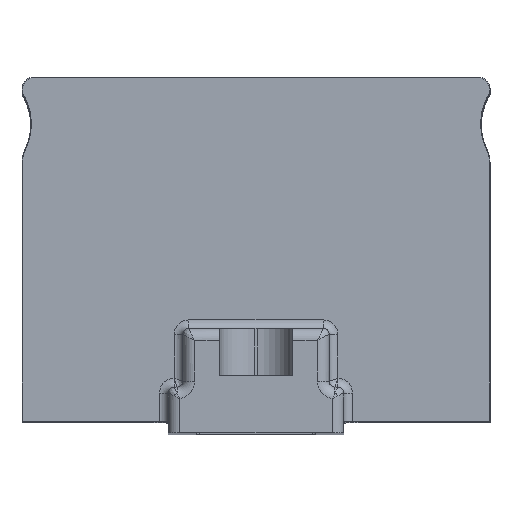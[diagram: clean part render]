
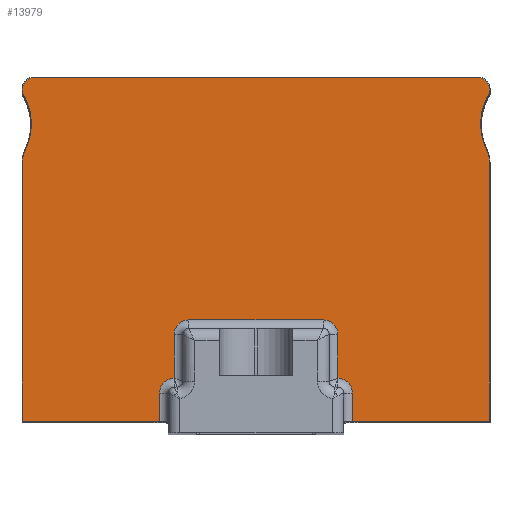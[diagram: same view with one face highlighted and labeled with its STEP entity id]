
A CAD part, top view. The second image highlights one B-rep face of the part: STEP entity #13979.
In plain terms, the highlighted planar face has unit normal (0, 0, 1).
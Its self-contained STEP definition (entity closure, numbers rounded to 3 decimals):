
#1590=DIRECTION('',(0.,-1.,0.));
#1591=VECTOR('',#1590,44.262);
#1592=CARTESIAN_POINT('',(-39.9,46.262,182.));
#1593=LINE('',#1592,#1591);
#1594=CARTESIAN_POINT('',(-35.,46.262,182.));
#1595=DIRECTION('',(0.,0.,1.));
#1596=DIRECTION('',(-0.9,0.436,0.));
#1597=AXIS2_PLACEMENT_3D('',#1594,#1595,#1596);
#1599=CARTESIAN_POINT('',(-48.5,52.8,182.));
#1600=DIRECTION('',(0.,0.,-1.));
#1601=DIRECTION('',(0.857,0.515,0.));
#1602=AXIS2_PLACEMENT_3D('',#1599,#1600,#1601);
#1604=CARTESIAN_POINT('',(-39.5,58.208,182.));
#1605=DIRECTION('',(0.,0.,1.));
#1606=DIRECTION('',(-1.,0.,0.));
#1607=AXIS2_PLACEMENT_3D('',#1604,#1605,#1606);
#1609=DIRECTION('',(0.,-1.,0.));
#1610=VECTOR('',#1609,0.592);
#1611=CARTESIAN_POINT('',(-39.9,58.8,182.));
#1612=LINE('',#1611,#1610);
#1613=CARTESIAN_POINT('',(-38.,58.8,182.));
#1614=DIRECTION('',(0.,0.,1.));
#1615=DIRECTION('',(0.,1.,0.));
#1616=AXIS2_PLACEMENT_3D('',#1613,#1614,#1615);
#1618=DIRECTION('',(-1.,0.,0.));
#1619=VECTOR('',#1618,76.);
#1620=CARTESIAN_POINT('',(38.,60.7,182.));
#1621=LINE('',#1620,#1619);
#1622=CARTESIAN_POINT('',(38.,58.8,182.));
#1623=DIRECTION('',(0.,0.,1.));
#1624=DIRECTION('',(1.,0.,0.));
#1625=AXIS2_PLACEMENT_3D('',#1622,#1623,#1624);
#1627=DIRECTION('',(0.,1.,0.));
#1628=VECTOR('',#1627,0.592);
#1629=CARTESIAN_POINT('',(39.9,58.208,182.));
#1630=LINE('',#1629,#1628);
#1631=CARTESIAN_POINT('',(39.5,58.208,182.));
#1632=DIRECTION('',(0.,0.,1.));
#1633=DIRECTION('',(0.857,-0.515,0.));
#1634=AXIS2_PLACEMENT_3D('',#1631,#1632,#1633);
#1636=CARTESIAN_POINT('',(48.5,52.8,182.));
#1637=DIRECTION('',(0.,0.,-1.));
#1638=DIRECTION('',(-0.9,-0.436,0.));
#1639=AXIS2_PLACEMENT_3D('',#1636,#1637,#1638);
#1641=CARTESIAN_POINT('',(35.,46.262,182.));
#1642=DIRECTION('',(0.,0.,1.));
#1643=DIRECTION('',(1.,0.,0.));
#1644=AXIS2_PLACEMENT_3D('',#1641,#1642,#1643);
#1646=DIRECTION('',(0.,1.,0.));
#1647=VECTOR('',#1646,44.262);
#1648=CARTESIAN_POINT('',(39.9,2.,182.));
#1649=LINE('',#1648,#1647);
#1650=DIRECTION('',(-1.,0.,0.));
#1651=VECTOR('',#1650,23.4);
#1652=CARTESIAN_POINT('',(39.9,2.,182.));
#1653=LINE('',#1652,#1651);
#1654=DIRECTION('',(0.,1.,0.));
#1655=VECTOR('',#1654,4.8);
#1656=CARTESIAN_POINT('',(16.5,2.,182.));
#1657=LINE('',#1656,#1655);
#1658=CARTESIAN_POINT('',(14.,6.8,182.));
#1659=DIRECTION('',(0.,0.,1.));
#1660=DIRECTION('',(1.,0.,0.));
#1661=AXIS2_PLACEMENT_3D('',#1658,#1659,#1660);
#1663=CARTESIAN_POINT('',(14.,9.3,182.));
#1664=CARTESIAN_POINT('',(14.,10.133,182.));
#1665=CARTESIAN_POINT('',(14.,11.8,182.));
#1666=CARTESIAN_POINT('',(14.,14.3,182.));
#1667=CARTESIAN_POINT('',(14.,15.967,182.));
#1668=CARTESIAN_POINT('',(14.,16.8,182.));
#1670=CARTESIAN_POINT('',(11.5,16.8,182.));
#1671=DIRECTION('',(0.,0.,1.));
#1672=DIRECTION('',(1.,0.,0.));
#1673=AXIS2_PLACEMENT_3D('',#1670,#1671,#1672);
#1675=DIRECTION('',(-1.,0.,0.));
#1676=VECTOR('',#1675,23.);
#1677=CARTESIAN_POINT('',(11.5,19.3,182.));
#1678=LINE('',#1677,#1676);
#1679=CARTESIAN_POINT('',(-11.5,16.8,182.));
#1680=DIRECTION('',(0.,0.,1.));
#1681=DIRECTION('',(0.,1.,0.));
#1682=AXIS2_PLACEMENT_3D('',#1679,#1680,#1681);
#1684=CARTESIAN_POINT('',(-14.,16.8,182.));
#1685=CARTESIAN_POINT('',(-14.,15.967,182.));
#1686=CARTESIAN_POINT('',(-14.,14.3,182.));
#1687=CARTESIAN_POINT('',(-14.,11.8,182.));
#1688=CARTESIAN_POINT('',(-14.,10.133,182.));
#1689=CARTESIAN_POINT('',(-14.,9.3,182.));
#1691=CARTESIAN_POINT('',(-14.,6.8,182.));
#1692=DIRECTION('',(0.,0.,1.));
#1693=DIRECTION('',(0.,1.,0.));
#1694=AXIS2_PLACEMENT_3D('',#1691,#1692,#1693);
#1696=DIRECTION('',(0.,-1.,0.));
#1697=VECTOR('',#1696,4.8);
#1698=CARTESIAN_POINT('',(-16.5,6.8,182.));
#1699=LINE('',#1698,#1697);
#1700=DIRECTION('',(-1.,0.,0.));
#1701=VECTOR('',#1700,23.4);
#1702=CARTESIAN_POINT('',(-16.5,2.,182.));
#1703=LINE('',#1702,#1701);
#10568=CARTESIAN_POINT('',(16.5,2.,182.));
#10569=CARTESIAN_POINT('',(16.5,6.8,182.));
#10570=VERTEX_POINT('',#10568);
#10571=VERTEX_POINT('',#10569);
#10572=CARTESIAN_POINT('',(14.,9.3,182.));
#10573=VERTEX_POINT('',#10572);
#10577=VERTEX_POINT('',#1684);
#10578=VERTEX_POINT('',#1689);
#10581=CARTESIAN_POINT('',(-11.5,19.3,182.));
#10582=VERTEX_POINT('',#10581);
#10585=CARTESIAN_POINT('',(11.5,19.3,182.));
#10586=VERTEX_POINT('',#10585);
#10589=CARTESIAN_POINT('',(14.,16.8,182.));
#10590=VERTEX_POINT('',#10589);
#10595=CARTESIAN_POINT('',(-16.5,6.8,182.));
#10596=CARTESIAN_POINT('',(-16.5,2.,182.));
#10597=VERTEX_POINT('',#10595);
#10598=VERTEX_POINT('',#10596);
#11270=CARTESIAN_POINT('',(-39.9,2.,182.));
#11272=VERTEX_POINT('',#11270);
#11276=CARTESIAN_POINT('',(-39.9,46.262,182.));
#11277=VERTEX_POINT('',#11276);
#11278=CARTESIAN_POINT('',(-39.41,48.398,182.));
#11279=VERTEX_POINT('',#11278);
#11282=CARTESIAN_POINT('',(-39.843,58.002,182.));
#11283=VERTEX_POINT('',#11282);
#11288=CARTESIAN_POINT('',(-39.9,58.8,182.));
#11289=CARTESIAN_POINT('',(-39.9,58.208,182.));
#11290=VERTEX_POINT('',#11288);
#11291=VERTEX_POINT('',#11289);
#11294=CARTESIAN_POINT('',(-38.,60.7,182.));
#11295=VERTEX_POINT('',#11294);
#11298=CARTESIAN_POINT('',(38.,60.7,182.));
#11299=VERTEX_POINT('',#11298);
#11302=CARTESIAN_POINT('',(39.9,58.8,182.));
#11303=VERTEX_POINT('',#11302);
#11306=CARTESIAN_POINT('',(39.9,58.208,182.));
#11307=VERTEX_POINT('',#11306);
#11312=CARTESIAN_POINT('',(39.41,48.398,182.));
#11313=CARTESIAN_POINT('',(39.843,58.002,182.));
#11314=VERTEX_POINT('',#11312);
#11315=VERTEX_POINT('',#11313);
#11318=CARTESIAN_POINT('',(39.9,46.262,182.));
#11319=VERTEX_POINT('',#11318);
#11323=CARTESIAN_POINT('',(39.9,2.,182.));
#11325=VERTEX_POINT('',#11323);
#13925=CARTESIAN_POINT('',(0.,0.,182.));
#13926=DIRECTION('',(0.,0.,1.));
#13927=DIRECTION('',(1.,0.,0.));
#13928=AXIS2_PLACEMENT_3D('',#13925,#13926,#13927);
#13929=PLANE('',#13928);
#13931=ORIENTED_EDGE('',*,*,#13930,.F.);
#13933=ORIENTED_EDGE('',*,*,#13932,.F.);
#13935=ORIENTED_EDGE('',*,*,#13934,.F.);
#13937=ORIENTED_EDGE('',*,*,#13936,.F.);
#13939=ORIENTED_EDGE('',*,*,#13938,.F.);
#13941=ORIENTED_EDGE('',*,*,#13940,.F.);
#13943=ORIENTED_EDGE('',*,*,#13942,.F.);
#13945=ORIENTED_EDGE('',*,*,#13944,.F.);
#13947=ORIENTED_EDGE('',*,*,#13946,.F.);
#13949=ORIENTED_EDGE('',*,*,#13948,.F.);
#13951=ORIENTED_EDGE('',*,*,#13950,.F.);
#13953=ORIENTED_EDGE('',*,*,#13952,.F.);
#13955=ORIENTED_EDGE('',*,*,#13954,.F.);
#13957=ORIENTED_EDGE('',*,*,#13956,.T.);
#13959=ORIENTED_EDGE('',*,*,#13958,.T.);
#13961=ORIENTED_EDGE('',*,*,#13960,.T.);
#13963=ORIENTED_EDGE('',*,*,#13962,.T.);
#13965=ORIENTED_EDGE('',*,*,#13964,.T.);
#13967=ORIENTED_EDGE('',*,*,#13966,.T.);
#13969=ORIENTED_EDGE('',*,*,#13968,.T.);
#13971=ORIENTED_EDGE('',*,*,#13970,.T.);
#13972=ORIENTED_EDGE('',*,*,#13915,.T.);
#13974=ORIENTED_EDGE('',*,*,#13973,.T.);
#13976=ORIENTED_EDGE('',*,*,#13975,.T.);
#13977=EDGE_LOOP('',(#13931,#13933,#13935,#13937,#13939,#13941,#13943,#13945,
#13947,#13949,#13951,#13953,#13955,#13957,#13959,#13961,#13963,#13965,#13967,
#13969,#13971,#13972,#13974,#13976));
#13978=FACE_OUTER_BOUND('',#13977,.F.);
#13979=ADVANCED_FACE('',(#13978),#13929,.T.);
#1598=CIRCLE('',#1597,4.9);
#1603=CIRCLE('',#1602,10.1);
#1608=CIRCLE('',#1607,0.4);
#1617=CIRCLE('',#1616,1.9);
#1626=CIRCLE('',#1625,1.9);
#1635=CIRCLE('',#1634,0.4);
#1640=CIRCLE('',#1639,10.1);
#1645=CIRCLE('',#1644,4.9);
#1662=CIRCLE('',#1661,2.5);
#1669=B_SPLINE_CURVE_WITH_KNOTS('',3,(#1663,#1664,#1665,#1666,#1667,#1668),
.UNSPECIFIED.,.F.,.F.,(4,1,1,4),(0.,0.333,0.667,1.),
.UNSPECIFIED.);
#1674=CIRCLE('',#1673,2.5);
#1683=CIRCLE('',#1682,2.5);
#1690=B_SPLINE_CURVE_WITH_KNOTS('',3,(#1684,#1685,#1686,#1687,#1688,#1689),
.UNSPECIFIED.,.F.,.F.,(4,1,1,4),(0.,0.333,0.667,1.),
.UNSPECIFIED.);
#1695=CIRCLE('',#1694,2.5);
#13915=EDGE_CURVE('',#10578,#10597,#1695,.T.);
#13930=EDGE_CURVE('',#11277,#11272,#1593,.T.);
#13932=EDGE_CURVE('',#11279,#11277,#1598,.T.);
#13934=EDGE_CURVE('',#11283,#11279,#1603,.T.);
#13936=EDGE_CURVE('',#11291,#11283,#1608,.T.);
#13938=EDGE_CURVE('',#11290,#11291,#1612,.T.);
#13940=EDGE_CURVE('',#11295,#11290,#1617,.T.);
#13942=EDGE_CURVE('',#11299,#11295,#1621,.T.);
#13944=EDGE_CURVE('',#11303,#11299,#1626,.T.);
#13946=EDGE_CURVE('',#11307,#11303,#1630,.T.);
#13948=EDGE_CURVE('',#11315,#11307,#1635,.T.);
#13950=EDGE_CURVE('',#11314,#11315,#1640,.T.);
#13952=EDGE_CURVE('',#11319,#11314,#1645,.T.);
#13954=EDGE_CURVE('',#11325,#11319,#1649,.T.);
#13956=EDGE_CURVE('',#11325,#10570,#1653,.T.);
#13958=EDGE_CURVE('',#10570,#10571,#1657,.T.);
#13960=EDGE_CURVE('',#10571,#10573,#1662,.T.);
#13962=EDGE_CURVE('',#10573,#10590,#1669,.T.);
#13964=EDGE_CURVE('',#10590,#10586,#1674,.T.);
#13966=EDGE_CURVE('',#10586,#10582,#1678,.T.);
#13968=EDGE_CURVE('',#10582,#10577,#1683,.T.);
#13970=EDGE_CURVE('',#10577,#10578,#1690,.T.);
#13973=EDGE_CURVE('',#10597,#10598,#1699,.T.);
#13975=EDGE_CURVE('',#10598,#11272,#1703,.T.);
